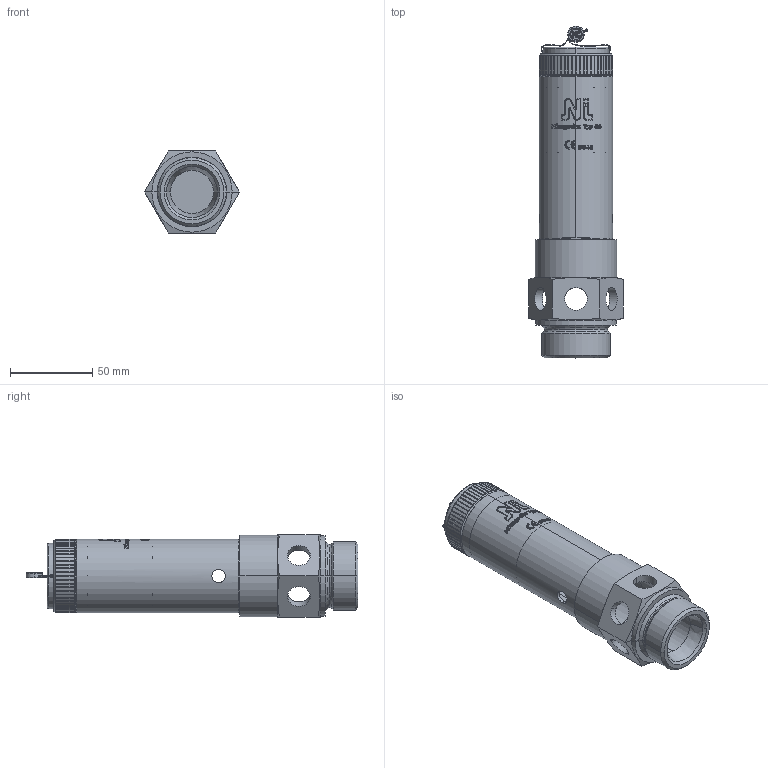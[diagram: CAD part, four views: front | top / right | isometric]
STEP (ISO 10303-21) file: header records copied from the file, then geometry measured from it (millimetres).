
FILE_DESCRIPTION (( 'STEP AP203' ), '1' );
FILE_NAME ('Typ 66.STEP', '2018-01-16T13:25:50', ( '' ), ( '' ), 'SwSTEP 2.0', 'SolidWorks 2016', '' );
FILE_SCHEMA (( 'CONFIG_CONTROL_DESIGN' ));
Length unit declared in the file: millimetre
Products named in the file (1): Typ 66
Bounding box: 57.73 x 202.4 x 50 mm (x, y, z)
Volume: 83409.9 mm3; surface area: 72682.4 mm2
Topology: 6 solids, 6 shells, 854 faces, 2226 edges, 1430 vertices
Faces by surface type: plane 266, cylinder 253, bspline 231, torus 70, cone 34
Entity records: 38873 total; most frequent: CARTESIAN_POINT 19846, ORIENTED_EDGE 4452, DIRECTION 3148, EDGE_CURVE 2226, VERTEX_POINT 1430, AXIS2_PLACEMENT_3D 1180, EDGE_LOOP 930, ADVANCED_FACE 854
